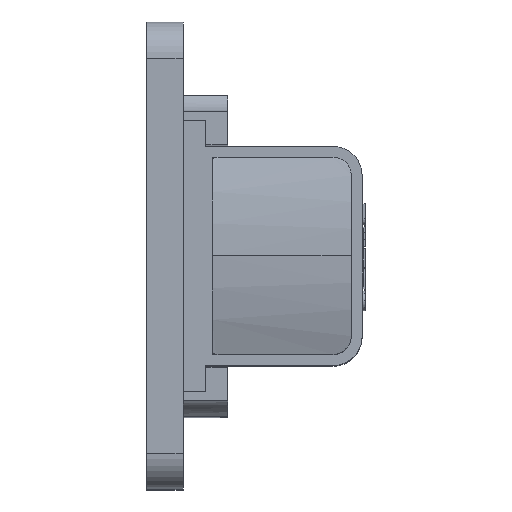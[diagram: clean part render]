
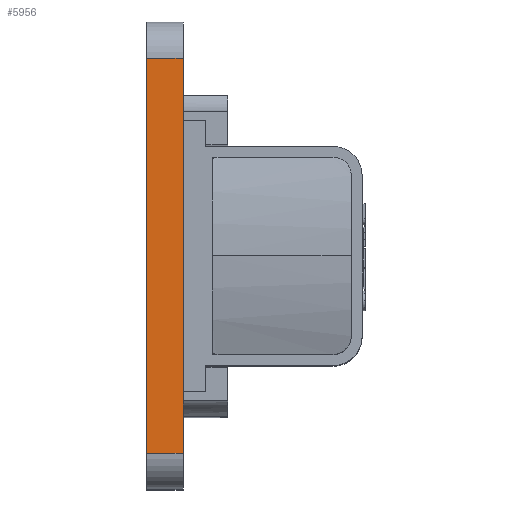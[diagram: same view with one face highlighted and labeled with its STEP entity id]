
A CAD part, top view. The second image highlights one B-rep face of the part: STEP entity #5956.
In plain terms, the highlighted planar face has unit normal (0, 0, 1).
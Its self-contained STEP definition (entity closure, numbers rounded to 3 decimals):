
#812 = DIRECTION ( 'NONE',  ( 0., -1., 0. ) ) ;
#840 = DIRECTION ( 'NONE',  ( -1., 0., 0. ) ) ;
#1129 = CARTESIAN_POINT ( 'NONE',  ( 0., 22., 0. ) ) ;
#1805 = VECTOR ( 'NONE', #7511, 1000. ) ;
#1832 = VERTEX_POINT ( 'NONE', #6234 ) ;
#1914 = VERTEX_POINT ( 'NONE', #11168 ) ;
#2074 = DIRECTION ( 'NONE',  ( 0., -1., 0. ) ) ;
#2099 = DIRECTION ( 'NONE',  ( -1., 0., 0. ) ) ;
#2429 = CARTESIAN_POINT ( 'NONE',  ( 5., -27., 0. ) ) ;
#2896 = VECTOR ( 'NONE', #812, 1000. ) ;
#2902 = VERTEX_POINT ( 'NONE', #2429 ) ;
#3054 = PLANE ( 'NONE',  #5423 ) ;
#3211 = LINE ( 'NONE', #10515, #2896 ) ;
#3408 = EDGE_LOOP ( 'NONE', ( #3699, #12571, #10081, #11714 ) ) ;
#3699 = ORIENTED_EDGE ( 'NONE', *, *, #6998, .F. ) ;
#4158 = LINE ( 'NONE', #9575, #11914 ) ;
#4416 = LINE ( 'NONE', #11357, #1805 ) ;
#5423 = AXIS2_PLACEMENT_3D ( 'NONE', #1129, #7969, #2099 ) ;
#5956 = ADVANCED_FACE ( 'NONE', ( #10840 ), #3054, .T. ) ;
#6234 = CARTESIAN_POINT ( 'NONE',  ( 5., 27., 0. ) ) ;
#6998 = EDGE_CURVE ( 'NONE', #1832, #2902, #3211, .T. ) ;
#7116 = VECTOR ( 'NONE', #2074, 1000. ) ;
#7511 = DIRECTION ( 'NONE',  ( 1., 0., 0. ) ) ;
#7969 = DIRECTION ( 'NONE',  ( 0., 0., 1. ) ) ;
#8250 = CARTESIAN_POINT ( 'NONE',  ( 0., -27., 0. ) ) ;
#8400 = VERTEX_POINT ( 'NONE', #8250 ) ;
#8632 = EDGE_CURVE ( 'NONE', #8400, #2902, #4416, .T. ) ;
#8913 = CARTESIAN_POINT ( 'NONE',  ( 0., 22., 0. ) ) ;
#9575 = CARTESIAN_POINT ( 'NONE',  ( 0., 27., 0. ) ) ;
#9757 = EDGE_CURVE ( 'NONE', #1914, #8400, #12575, .T. ) ;
#10081 = ORIENTED_EDGE ( 'NONE', *, *, #9757, .T. ) ;
#10515 = CARTESIAN_POINT ( 'NONE',  ( 5., 22., 0. ) ) ;
#10840 = FACE_OUTER_BOUND ( 'NONE', #3408, .T. ) ;
#11168 = CARTESIAN_POINT ( 'NONE',  ( 0., 27., 0. ) ) ;
#11357 = CARTESIAN_POINT ( 'NONE',  ( 0., -27., 0. ) ) ;
#11611 = EDGE_CURVE ( 'NONE', #1832, #1914, #4158, .T. ) ;
#11714 = ORIENTED_EDGE ( 'NONE', *, *, #8632, .T. ) ;
#11914 = VECTOR ( 'NONE', #840, 1000. ) ;
#12571 = ORIENTED_EDGE ( 'NONE', *, *, #11611, .T. ) ;
#12575 = LINE ( 'NONE', #8913, #7116 ) ;
